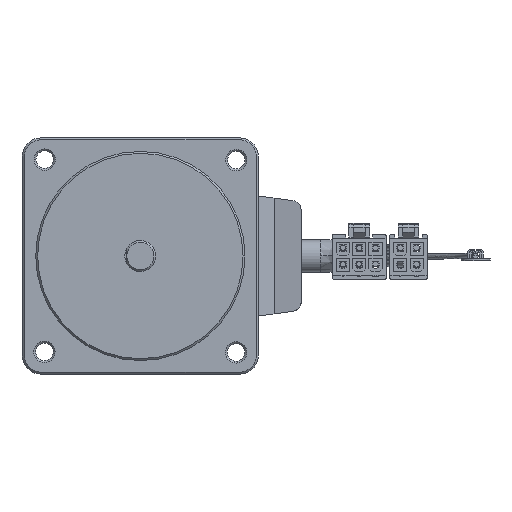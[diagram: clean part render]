
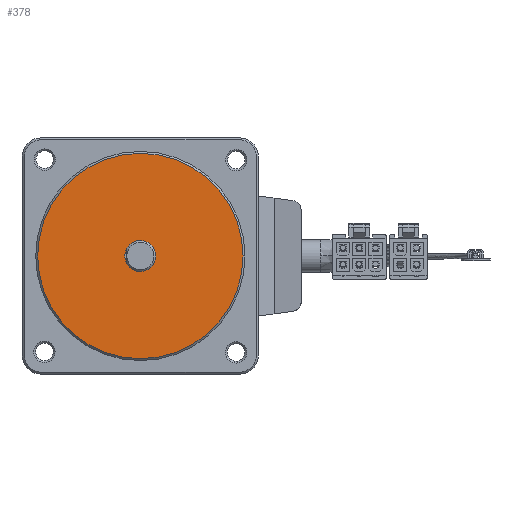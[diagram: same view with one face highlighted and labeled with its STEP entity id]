
A CAD part, left-side view. The second image highlights one B-rep face of the part: STEP entity #378.
In plain terms, the highlighted face is planar.
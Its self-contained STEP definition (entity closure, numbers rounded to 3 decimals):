
#378 = ADVANCED_FACE ( 'NONE', ( #25260, #2590 ), #16981, .F. ) ;
#797 = ORIENTED_EDGE ( 'NONE', *, *, #13515, .F. ) ;
#897 = CIRCLE ( 'NONE', #16901, 26.5 ) ;
#1435 = VERTEX_POINT ( 'NONE', #9728 ) ;
#1459 = AXIS2_PLACEMENT_3D ( 'NONE', #25803, #12640, #28006 ) ;
#1602 = CARTESIAN_POINT ( 'NONE',  ( 0., 0., -10. ) ) ;
#1728 = DIRECTION ( 'NONE',  ( 1., 0., 0. ) ) ;
#2130 = CARTESIAN_POINT ( 'NONE',  ( 4., 0., -10. ) ) ;
#2590 = FACE_OUTER_BOUND ( 'NONE', #16903, .T. ) ;
#3794 = DIRECTION ( 'NONE',  ( 1., 0., 0. ) ) ;
#7651 = CARTESIAN_POINT ( 'NONE',  ( 26.5, 0., -10. ) ) ;
#9032 = ORIENTED_EDGE ( 'NONE', *, *, #25989, .F. ) ;
#9221 = CIRCLE ( 'NONE', #23712, 4. ) ;
#9728 = CARTESIAN_POINT ( 'NONE',  ( -26.5, 0., -10. ) ) ;
#11244 = EDGE_CURVE ( 'NONE', #13333, #27235, #9221, .T. ) ;
#11631 = CARTESIAN_POINT ( 'NONE',  ( 0., 0., -10. ) ) ;
#11719 = ORIENTED_EDGE ( 'NONE', *, *, #11244, .F. ) ;
#11942 = EDGE_LOOP ( 'NONE', ( #11719, #9032 ) ) ;
#12574 = AXIS2_PLACEMENT_3D ( 'NONE', #14771, #19087, #19177 ) ;
#12640 = DIRECTION ( 'NONE',  ( 0., 0., 1. ) ) ;
#13196 = CIRCLE ( 'NONE', #1459, 26.5 ) ;
#13333 = VERTEX_POINT ( 'NONE', #2130 ) ;
#13515 = EDGE_CURVE ( 'NONE', #26482, #1435, #897, .T. ) ;
#13864 = DIRECTION ( 'NONE',  ( 1., 0., 0. ) ) ;
#14711 = CARTESIAN_POINT ( 'NONE',  ( -4., 0., -10. ) ) ;
#14771 = CARTESIAN_POINT ( 'NONE',  ( 0., 0., -10. ) ) ;
#14889 = DIRECTION ( 'NONE',  ( 0., 0., -1. ) ) ;
#15291 = AXIS2_PLACEMENT_3D ( 'NONE', #28044, #14889, #1728 ) ;
#16901 = AXIS2_PLACEMENT_3D ( 'NONE', #11631, #27004, #13864 ) ;
#16903 = EDGE_LOOP ( 'NONE', ( #797, #26011 ) ) ;
#16949 = DIRECTION ( 'NONE',  ( 0., 0., -1. ) ) ;
#16981 = PLANE ( 'NONE',  #12574 ) ;
#19087 = DIRECTION ( 'NONE',  ( 0., 0., 1. ) ) ;
#19177 = DIRECTION ( 'NONE',  ( 1., 0., 0. ) ) ;
#23242 = EDGE_CURVE ( 'NONE', #1435, #26482, #13196, .T. ) ;
#23712 = AXIS2_PLACEMENT_3D ( 'NONE', #1602, #16949, #3794 ) ;
#25260 = FACE_BOUND ( 'NONE', #11942, .T. ) ;
#25803 = CARTESIAN_POINT ( 'NONE',  ( 0., 0., -10. ) ) ;
#25989 = EDGE_CURVE ( 'NONE', #27235, #13333, #27748, .T. ) ;
#26011 = ORIENTED_EDGE ( 'NONE', *, *, #23242, .F. ) ;
#26482 = VERTEX_POINT ( 'NONE', #7651 ) ;
#27004 = DIRECTION ( 'NONE',  ( 0., 0., 1. ) ) ;
#27235 = VERTEX_POINT ( 'NONE', #14711 ) ;
#27748 = CIRCLE ( 'NONE', #15291, 4. ) ;
#28006 = DIRECTION ( 'NONE',  ( 1., 0., 0. ) ) ;
#28044 = CARTESIAN_POINT ( 'NONE',  ( 0., 0., -10. ) ) ;
